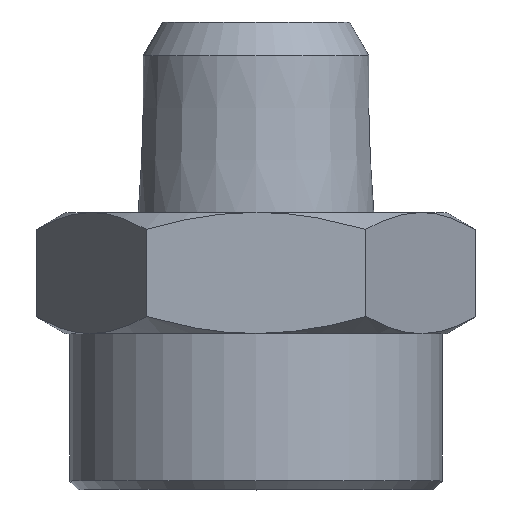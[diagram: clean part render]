
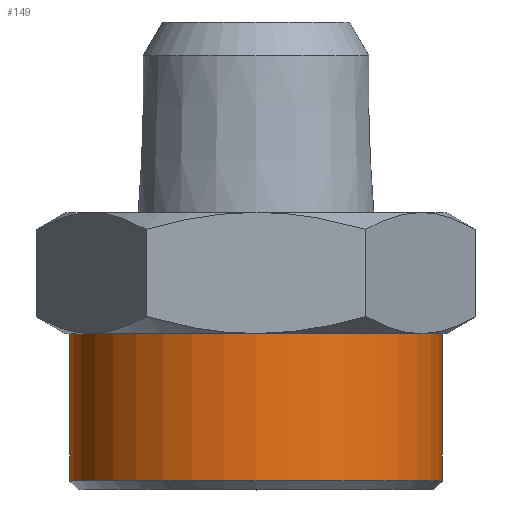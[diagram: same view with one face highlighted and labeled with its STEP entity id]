
A CAD part, top view. The second image highlights one B-rep face of the part: STEP entity #149.
In plain terms, the highlighted cylindrical face has radius 10.75 mm (diameter 21.5 mm), a full revolution.
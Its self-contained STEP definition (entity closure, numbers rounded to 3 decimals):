
#10 = EDGE_CURVE ( 'NONE', #803, #803, #628, .T. ) ;
#22 = AXIS2_PLACEMENT_3D ( 'NONE', #511, #459, #472 ) ;
#67 = AXIS2_PLACEMENT_3D ( 'NONE', #283, #282, #284 ) ;
#102 = EDGE_CURVE ( 'NONE', #774, #774, #695, .T. ) ;
#114 = AXIS2_PLACEMENT_3D ( 'NONE', #488, #487, #486 ) ;
#149 = ADVANCED_FACE ( 'NONE', ( #809, #810 ), #805, .T. ) ;
#207 = CARTESIAN_POINT ( 'NONE',  ( 0., 9., -10.75 ) ) ;
#226 = CARTESIAN_POINT ( 'NONE',  ( 0., 0.5, 10.75 ) ) ;
#282 = DIRECTION ( 'NONE',  ( 0., -1., 0. ) ) ;
#283 = CARTESIAN_POINT ( 'NONE',  ( 0., 9., 0. ) ) ;
#284 = DIRECTION ( 'NONE',  ( 0., 0., -1. ) ) ;
#459 = DIRECTION ( 'NONE',  ( 0., 1., 0. ) ) ;
#472 = DIRECTION ( 'NONE',  ( 0., 0., 1. ) ) ;
#486 = DIRECTION ( 'NONE',  ( 0., 0., -1. ) ) ;
#487 = DIRECTION ( 'NONE',  ( 0., 1., 0. ) ) ;
#488 = CARTESIAN_POINT ( 'NONE',  ( 0., 9., 0. ) ) ;
#511 = CARTESIAN_POINT ( 'NONE',  ( 0., 0.5, 0. ) ) ;
#600 = EDGE_LOOP ( 'NONE', ( #792 ) ) ;
#603 = EDGE_LOOP ( 'NONE', ( #724 ) ) ;
#628 = CIRCLE ( 'NONE', #22, 10.75 ) ;
#695 = CIRCLE ( 'NONE', #114, 10.75 ) ;
#724 = ORIENTED_EDGE ( 'NONE', *, *, #10, .T. ) ;
#774 = VERTEX_POINT ( 'NONE', #207 ) ;
#792 = ORIENTED_EDGE ( 'NONE', *, *, #102, .F. ) ;
#803 = VERTEX_POINT ( 'NONE', #226 ) ;
#805 = CYLINDRICAL_SURFACE ( 'NONE', #67, 10.75 ) ;
#809 = FACE_OUTER_BOUND ( 'NONE', #603, .T. ) ;
#810 = FACE_OUTER_BOUND ( 'NONE', #600, .T. ) ;
